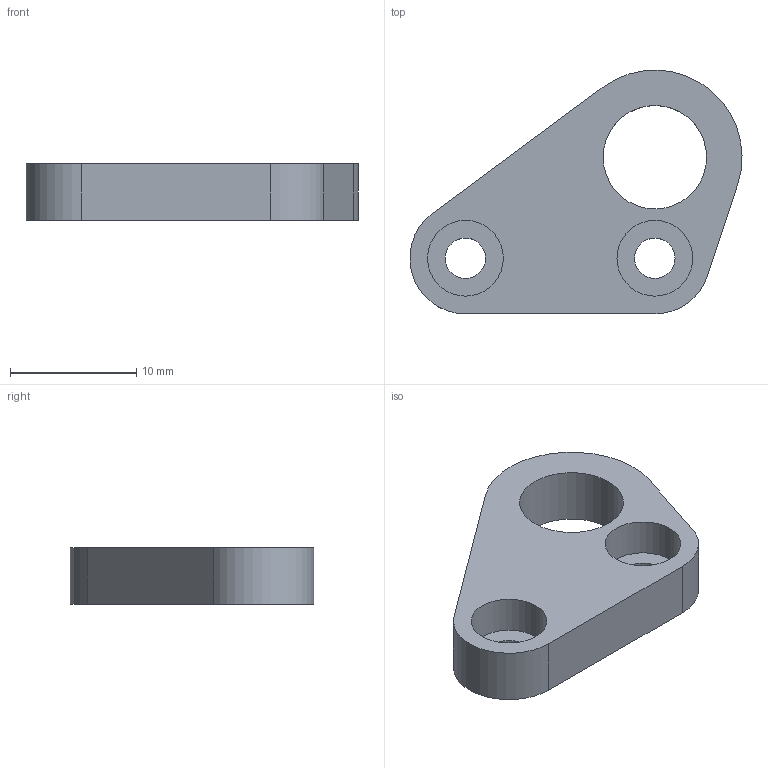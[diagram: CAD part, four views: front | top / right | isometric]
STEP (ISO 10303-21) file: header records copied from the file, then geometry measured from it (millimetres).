
FILE_DESCRIPTION(/* description */ (''),/* implementation_level */ '2;1');
FILE_NAME(/* name */ 'Bed fixed mount.step',/* time_stamp */ '2022-10-27T04:20:23+08:00',/* author */ (''),/* organization */ (''),/* preprocessor_version */ 'ST-DEVELOPER v19.2',/* originating_system */ 'Autodesk Translation Framework v11.17.0.187',/* authorisation */ '');
FILE_SCHEMA (('AUTOMOTIVE_DESIGN { 1 0 10303 214 3 1 1 }'));
Length unit declared in the file: millimetre
Products named in the file (1): front bed fixed mount
Bounding box: 26.29 x 19.3 x 4.5 mm (x, y, z)
Volume: 1190.6 mm3; surface area: 1172.5 mm2
Topology: 1 solids, 1 shells, 15 faces, 33 edges, 22 vertices
Faces by surface type: cylinder 8, plane 7
Full cylindrical faces by diameter (mm): 3.2 x2, 6 x2, 8.2 x1
Entity records: 468 total; most frequent: DIRECTION 81, CARTESIAN_POINT 71, ORIENTED_EDGE 66, EDGE_CURVE 33, AXIS2_PLACEMENT_3D 32, EDGE_LOOP 23, VERTEX_POINT 22, LINE 17
